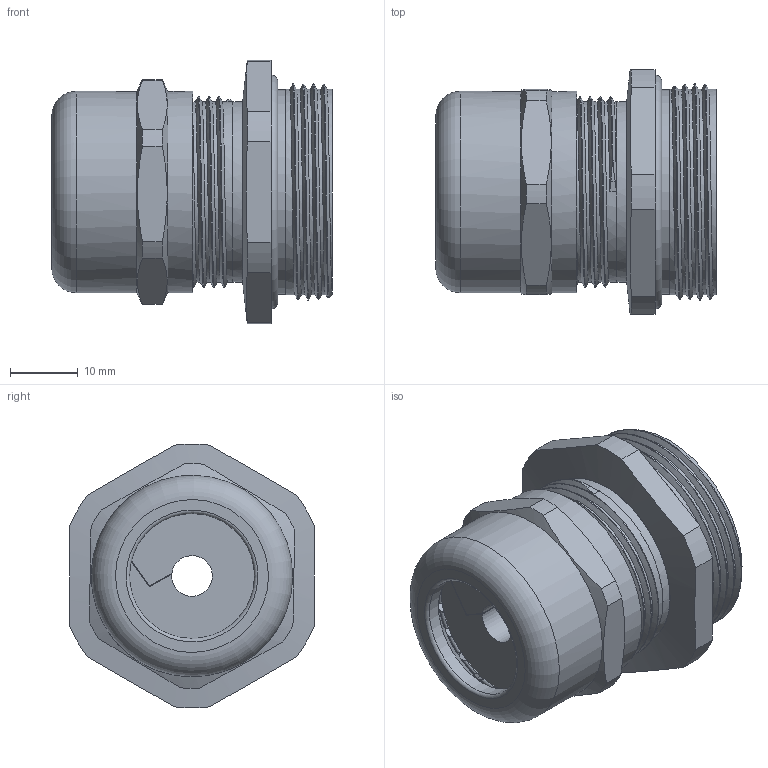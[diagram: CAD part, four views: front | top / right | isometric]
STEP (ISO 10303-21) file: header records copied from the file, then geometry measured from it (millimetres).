
FILE_DESCRIPTION(/* description */ (''),/* implementation_level */ '2;1');
FILE_NAME(/* name */ '90580532-RST.stp',/* time_stamp */ '2020-01-06T15:37:46+01:00',/* author */ ('sl'),/* organization */ (''),/* preprocessor_version */ 'ST-DEVELOPER v16.5',/* originating_system */ 'Autodesk Inventor 2017',/* authorisation */ '');
FILE_SCHEMA (('AUTOMOTIVE_DESIGN { 1 0 10303 214 3 1 1 }'));
Length unit declared in the file: millimetre
Products named in the file (6): Connect-02-BG-0001-90080532; 05621600; 90080532; 90080532_1; 90080532_2; 90080532_3
Assembly tree (5 placements, depth 2):
  Connect-02-BG-0001-90080532
    05621600
    90080532
    90080532_1
    90080532_2
    90080532_3
Bounding box: 41.28 x 36 x 38.87 mm (x, y, z)
Volume: 16542.9 mm3; surface area: 17473.6 mm2
Topology: 5 solids, 5 shells, 294 faces, 805 edges, 524 vertices
Faces by surface type: plane 136, torus 64, cylinder 57, cone 31, bspline 6
Full cylindrical faces by diameter (mm): 18.4 x1, 18.82 x2, 19.2 x3, 22.82 x1, 24.1 x1, 24.33 x1, 24.75 x1, 26.41 x1, 26.628 x6, 26.64 x1, 29.65 x1, 29.66 x1, 30.1 x1, 30.308 x4, 33.5 x1
Entity records: 12762 total; most frequent: CARTESIAN_POINT 5602, DIRECTION 1538, ORIENTED_EDGE 1454, EDGE_CURVE 727, AXIS2_PLACEMENT_3D 644, VERTEX_POINT 490, EDGE_LOOP 329, FACE_OUTER_BOUND 284
